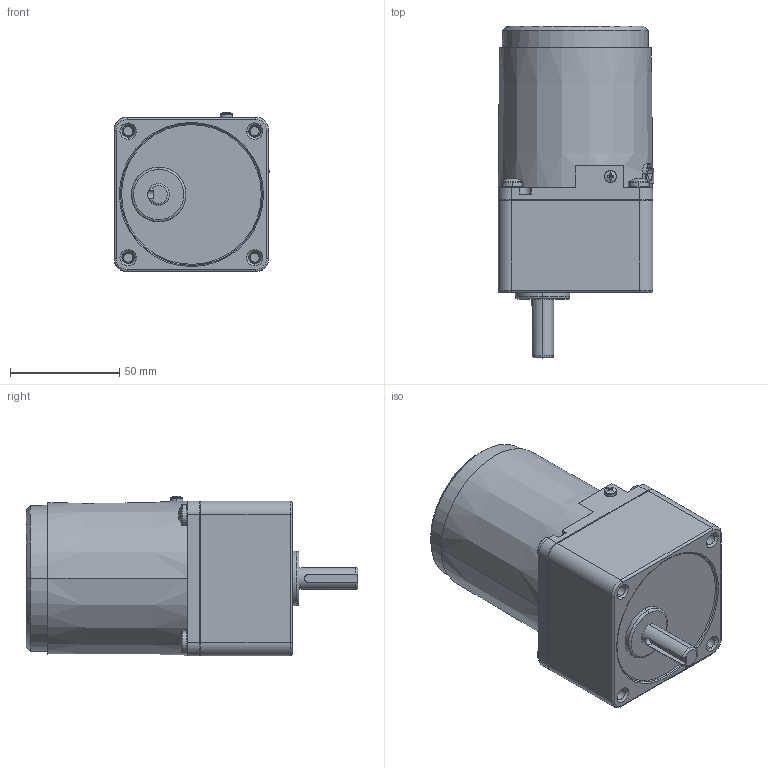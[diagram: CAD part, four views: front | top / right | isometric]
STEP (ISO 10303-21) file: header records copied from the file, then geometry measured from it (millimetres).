
FILE_DESCRIPTION((''),'2;1');
FILE_NAME('3IK15GN-C-3GN3K-200K_ASM_ASM','2015-08-22T',('Administrator'),(''),'PRO/ENGINEER BY PARAMETRIC TECHNOLOGY CORPORATION, 2007170','PRO/ENGINEER BY PARAMETRIC TECHNOLOGY CORPORATION, 2007170','');
FILE_SCHEMA(('CONFIG_CONTROL_DESIGN'));
Length unit declared in the file: millimetre
Products named in the file (12): 3IK15GN-C_5_AF0; MSBR-2; MSBR-1; 3GN3K-200K_ASM_ASM; 3IK15GN-C-3GN3K-200K_ASM_1_AF0_ASM; M3; 60HXQ; M5; PRT0001; PRT0002; PRT0003; 3IK15GN-C-3GN3K-200K_ASM_ASM
Assembly tree (11 placements, depth 4):
  3IK15GN-C-3GN3K-200K_ASM_ASM
    3IK15GN-C-3GN3K-200K_ASM_1_AF0_ASM
      3IK15GN-C_5_AF0
      3GN3K-200K_ASM_ASM
        MSBR-2
        MSBR-1
    M3
    60HXQ
    M5
    PRT0001
    PRT0002
    PRT0003
Bounding box: 71.31 x 152 x 73.06 mm (x, y, z)
Volume: 320934.7 mm3; surface area: 77153.4 mm2
Topology: 9 solids, 9 shells, 1030 faces, 2727 edges, 1704 vertices
Faces by surface type: cone 516, cylinder 293, plane 159, torus 46, sphere 16
Entity records: 32765 total; most frequent: DIRECTION 6349, CARTESIAN_POINT 5842, ORIENTED_EDGE 5378, EDGE_CURVE 2689, AXIS2_PLACEMENT_3D 2673, VERTEX_POINT 1704, CIRCLE 1616, EDGE_LOOP 1077
